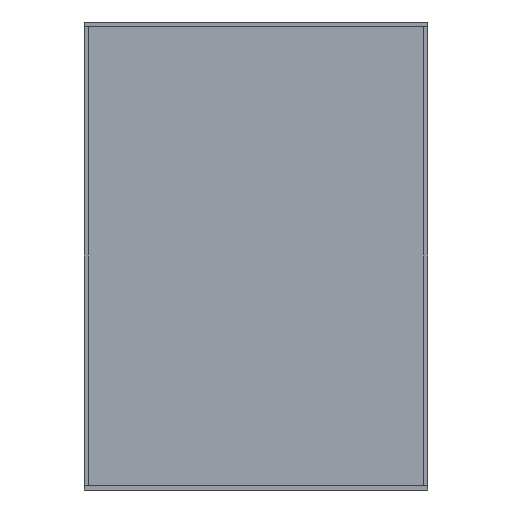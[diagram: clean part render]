
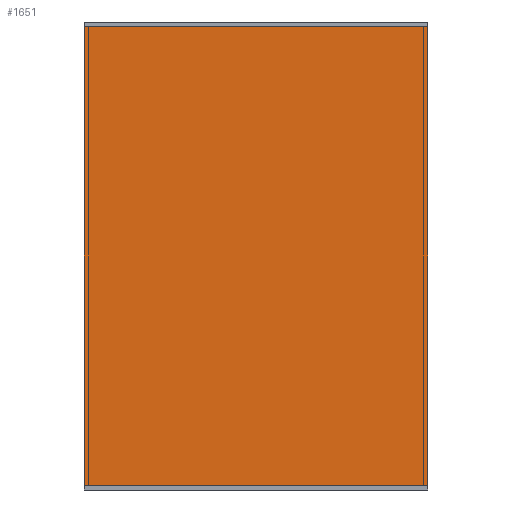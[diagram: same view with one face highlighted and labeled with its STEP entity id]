
A CAD part, left-side view. The second image highlights one B-rep face of the part: STEP entity #1651.
In plain terms, the highlighted free-form (B-spline) face has degree [1, 1] with [2, 2] control points.
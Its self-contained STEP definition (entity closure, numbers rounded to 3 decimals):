
#1524 = VERTEX_POINT('',#1525);
#1525 = CARTESIAN_POINT('',(0.,1263.367,17.547));
#1530 = EDGE_CURVE('',#1524,#1531,#1533,.T.);
#1531 = VERTEX_POINT('',#1532);
#1532 = CARTESIAN_POINT('',(0.,1263.367,1702.036));
#1533 = B_SPLINE_CURVE_WITH_KNOTS('',1,(#1534,#1535),.UNSPECIFIED.,.F.,
  .F.,(2,2),(0.,1219.2),.PIECEWISE_BEZIER_KNOTS.);
#1534 = CARTESIAN_POINT('',(0.,1263.367,17.547));
#1535 = CARTESIAN_POINT('',(0.,1263.367,1702.036));
#1610 = VERTEX_POINT('',#1611);
#1611 = CARTESIAN_POINT('',(0.,0.,17.547));
#1618 = VERTEX_POINT('',#1619);
#1619 = CARTESIAN_POINT('',(0.,0.,1702.036));
#1624 = EDGE_CURVE('',#1610,#1618,#1625,.T.);
#1625 = B_SPLINE_CURVE_WITH_KNOTS('',1,(#1626,#1627),.UNSPECIFIED.,.F.,
  .F.,(2,2),(0.,1219.2),.PIECEWISE_BEZIER_KNOTS.);
#1626 = CARTESIAN_POINT('',(0.,0.,17.547));
#1627 = CARTESIAN_POINT('',(0.,0.,1702.036));
#1651 = ADVANCED_FACE('',(#1652),#1666,.T.);
#1652 = FACE_BOUND('',#1653,.T.);
#1653 = EDGE_LOOP('',(#1654,#1659,#1660,#1665));
#1654 = ORIENTED_EDGE('',*,*,#1655,.T.);
#1655 = EDGE_CURVE('',#1524,#1610,#1656,.T.);
#1656 = B_SPLINE_CURVE_WITH_KNOTS('',1,(#1657,#1658),.UNSPECIFIED.,.F.,
  .F.,(2,2),(0.,914.4),.PIECEWISE_BEZIER_KNOTS.);
#1657 = CARTESIAN_POINT('',(0.,1263.367,17.547));
#1658 = CARTESIAN_POINT('',(0.,0.,17.547));
#1659 = ORIENTED_EDGE('',*,*,#1624,.T.);
#1660 = ORIENTED_EDGE('',*,*,#1661,.F.);
#1661 = EDGE_CURVE('',#1531,#1618,#1662,.T.);
#1662 = B_SPLINE_CURVE_WITH_KNOTS('',1,(#1663,#1664),.UNSPECIFIED.,.F.,
  .F.,(2,2),(0.,914.4),.PIECEWISE_BEZIER_KNOTS.);
#1663 = CARTESIAN_POINT('',(0.,1263.367,1702.036));
#1664 = CARTESIAN_POINT('',(0.,0.,1702.036));
#1665 = ORIENTED_EDGE('',*,*,#1530,.F.);
#1666 = B_SPLINE_SURFACE_WITH_KNOTS('',1,1,(
    (#1667,#1668)
    ,(#1669,#1670
    )),.UNSPECIFIED.,.F.,.F.,.F.,(2,2),(2,2),(0.,914.4),(0.,1219.2),
  .PIECEWISE_BEZIER_KNOTS.);
#1667 = CARTESIAN_POINT('',(0.,1263.367,17.547));
#1668 = CARTESIAN_POINT('',(0.,1263.367,1702.036));
#1669 = CARTESIAN_POINT('',(0.,0.,17.547));
#1670 = CARTESIAN_POINT('',(0.,0.,1702.036));
